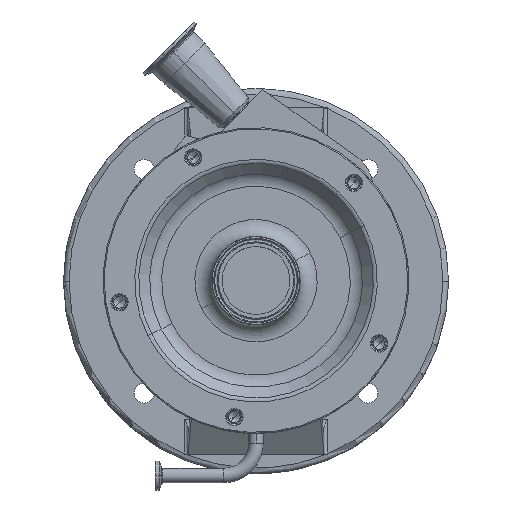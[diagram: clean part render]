
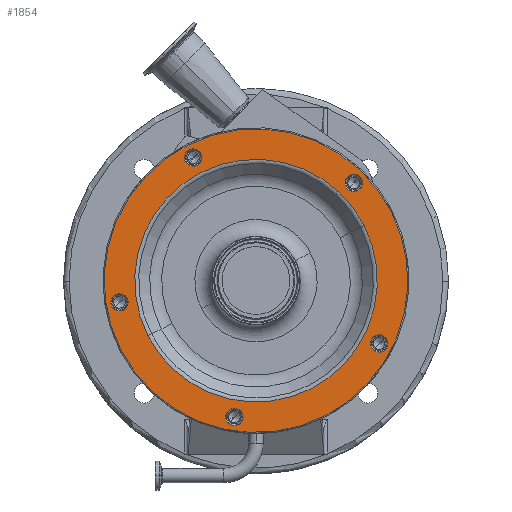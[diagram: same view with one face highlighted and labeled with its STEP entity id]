
A CAD part, top view. The second image highlights one B-rep face of the part: STEP entity #1854.
In plain terms, the highlighted planar face has unit normal (0, 0, 1).
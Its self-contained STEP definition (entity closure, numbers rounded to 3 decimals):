
#11 = FACE_BOUND ( 'NONE', #1842, .T. ) ;
#174 = EDGE_CURVE ( 'NONE', #6606, #11914, #9346, .T. ) ;
#186 = CARTESIAN_POINT ( 'NONE',  ( 0., 0., 81. ) ) ;
#230 = ORIENTED_EDGE ( 'NONE', *, *, #1187, .T. ) ;
#271 = CIRCLE ( 'NONE', #2659, 7.644 ) ;
#419 = VERTEX_POINT ( 'NONE', #5340 ) ;
#598 = AXIS2_PLACEMENT_3D ( 'NONE', #9929, #9868, #4635 ) ;
#818 = DIRECTION ( 'NONE',  ( -0.891, -0.454, 0. ) ) ;
#972 = DIRECTION ( 'NONE',  ( -0.891, -0.454, 0. ) ) ;
#1120 = DIRECTION ( 'NONE',  ( 0., 0., -1. ) ) ;
#1178 = FACE_BOUND ( 'NONE', #5002, .T. ) ;
#1187 = EDGE_CURVE ( 'NONE', #8619, #5077, #12639, .T. ) ;
#1197 = VERTEX_POINT ( 'NONE', #1360 ) ;
#1360 = CARTESIAN_POINT ( 'NONE',  ( 119.395, 60.835, 81. ) ) ;
#1415 = AXIS2_PLACEMENT_3D ( 'NONE', #1761, #11310, #3061 ) ;
#1566 = VERTEX_POINT ( 'NONE', #8406 ) ;
#1632 = CIRCLE ( 'NONE', #1415, 7.644 ) ;
#1761 = CARTESIAN_POINT ( 'NONE',  ( -55.387, 108.703, 81. ) ) ;
#1790 = ORIENTED_EDGE ( 'NONE', *, *, #13570, .T. ) ;
#1842 = EDGE_LOOP ( 'NONE', ( #1790, #6306 ) ) ;
#1854 = ADVANCED_FACE ( 'NONE', ( #8542, #5187, #7371, #11, #1178, #6461, #10459 ), #2148, .F. ) ;
#1856 = DIRECTION ( 'NONE',  ( 0., 0., -1. ) ) ;
#1927 = CARTESIAN_POINT ( 'NONE',  ( 108.703, -55.387, 81. ) ) ;
#2052 = ORIENTED_EDGE ( 'NONE', *, *, #174, .T. ) ;
#2148 = PLANE ( 'NONE',  #10042 ) ;
#2150 = CARTESIAN_POINT ( 'NONE',  ( -55.387, 108.703, 81. ) ) ;
#2249 = DIRECTION ( 'NONE',  ( 0., 0., -1. ) ) ;
#2281 = CARTESIAN_POINT ( 'NONE',  ( -113.687, -15.615, 81. ) ) ;
#2401 = DIRECTION ( 'NONE',  ( -0.891, -0.454, 0. ) ) ;
#2428 = CIRCLE ( 'NONE', #8642, 7.644 ) ;
#2572 = ORIENTED_EDGE ( 'NONE', *, *, #7515, .T. ) ;
#2622 = DIRECTION ( 'NONE',  ( -0.891, -0.454, 0. ) ) ;
#2648 = DIRECTION ( 'NONE',  ( 0., 0., -1. ) ) ;
#2659 = AXIS2_PLACEMENT_3D ( 'NONE', #11335, #1856, #818 ) ;
#2762 = CIRCLE ( 'NONE', #9423, 7.644 ) ;
#2794 = ORIENTED_EDGE ( 'NONE', *, *, #12354, .F. ) ;
#2952 = ORIENTED_EDGE ( 'NONE', *, *, #4071, .F. ) ;
#2985 = CARTESIAN_POINT ( 'NONE',  ( -127.309, -22.555, 81. ) ) ;
#3044 = CARTESIAN_POINT ( 'NONE',  ( 86.267, 86.267, 81. ) ) ;
#3061 = DIRECTION ( 'NONE',  ( -0.891, -0.454, 0. ) ) ;
#3115 = AXIS2_PLACEMENT_3D ( 'NONE', #7530, #1120, #5350 ) ;
#3243 = DIRECTION ( 'NONE',  ( 0., 0., -1. ) ) ;
#3268 = EDGE_CURVE ( 'NONE', #6587, #12940, #11628, .T. ) ;
#3273 = DIRECTION ( 'NONE',  ( -0.891, -0.454, 0. ) ) ;
#3285 = EDGE_CURVE ( 'NONE', #1566, #11580, #2762, .T. ) ;
#3331 = ORIENTED_EDGE ( 'NONE', *, *, #5306, .T. ) ;
#3385 = CARTESIAN_POINT ( 'NONE',  ( 115.513, -51.917, 81. ) ) ;
#3780 = VERTEX_POINT ( 'NONE', #4235 ) ;
#3794 = CARTESIAN_POINT ( 'NONE',  ( -120.498, -19.085, 81. ) ) ;
#3856 = DIRECTION ( 'NONE',  ( -0.891, -0.454, 0. ) ) ;
#4071 = EDGE_CURVE ( 'NONE', #1197, #4953, #11016, .T. ) ;
#4234 = CARTESIAN_POINT ( 'NONE',  ( -25.896, -123.968, 81. ) ) ;
#4235 = CARTESIAN_POINT ( 'NONE',  ( 101.892, -58.857, 81. ) ) ;
#4363 = CARTESIAN_POINT ( 'NONE',  ( -95.401, -48.609, 81. ) ) ;
#4429 = CARTESIAN_POINT ( 'NONE',  ( -48.576, 112.173, 81. ) ) ;
#4635 = DIRECTION ( 'NONE',  ( -0.891, -0.454, 0. ) ) ;
#4712 = AXIS2_PLACEMENT_3D ( 'NONE', #186, #2249, #3273 ) ;
#4953 = VERTEX_POINT ( 'NONE', #8521 ) ;
#5002 = EDGE_LOOP ( 'NONE', ( #6445, #230 ) ) ;
#5077 = VERTEX_POINT ( 'NONE', #4429 ) ;
#5187 = FACE_BOUND ( 'NONE', #8184, .T. ) ;
#5306 = EDGE_CURVE ( 'NONE', #9178, #3780, #6408, .T. ) ;
#5339 = EDGE_LOOP ( 'NONE', ( #9316, #5759 ) ) ;
#5340 = CARTESIAN_POINT ( 'NONE',  ( 79.456, 82.797, 81. ) ) ;
#5350 = DIRECTION ( 'NONE',  ( -0.891, -0.454, 0. ) ) ;
#5497 = AXIS2_PLACEMENT_3D ( 'NONE', #8037, #2648, #13231 ) ;
#5671 = CIRCLE ( 'NONE', #8554, 7.644 ) ;
#5759 = ORIENTED_EDGE ( 'NONE', *, *, #13561, .T. ) ;
#6028 = CARTESIAN_POINT ( 'NONE',  ( 93.078, 89.737, 81. ) ) ;
#6031 = AXIS2_PLACEMENT_3D ( 'NONE', #2150, #7448, #2401 ) ;
#6261 = EDGE_LOOP ( 'NONE', ( #7432, #2572 ) ) ;
#6306 = ORIENTED_EDGE ( 'NONE', *, *, #3268, .T. ) ;
#6335 = AXIS2_PLACEMENT_3D ( 'NONE', #13408, #11425, #7299 ) ;
#6408 = CIRCLE ( 'NONE', #10150, 7.644 ) ;
#6445 = ORIENTED_EDGE ( 'NONE', *, *, #12202, .T. ) ;
#6461 = FACE_OUTER_BOUND ( 'NONE', #6701, .T. ) ;
#6587 = VERTEX_POINT ( 'NONE', #2985 ) ;
#6606 = VERTEX_POINT ( 'NONE', #4363 ) ;
#6701 = EDGE_LOOP ( 'NONE', ( #2794, #2952 ) ) ;
#6744 = EDGE_CURVE ( 'NONE', #11914, #6606, #9103, .T. ) ;
#7238 = DIRECTION ( 'NONE',  ( -0.891, -0.454, 0. ) ) ;
#7299 = DIRECTION ( 'NONE',  ( -0.891, -0.454, 0. ) ) ;
#7306 = CIRCLE ( 'NONE', #5497, 7.644 ) ;
#7371 = FACE_BOUND ( 'NONE', #5339, .T. ) ;
#7432 = ORIENTED_EDGE ( 'NONE', *, *, #7968, .T. ) ;
#7448 = DIRECTION ( 'NONE',  ( 0., 0., -1. ) ) ;
#7515 = EDGE_CURVE ( 'NONE', #419, #9326, #7306, .T. ) ;
#7530 = CARTESIAN_POINT ( 'NONE',  ( 0., 0., 81. ) ) ;
#7943 = DIRECTION ( 'NONE',  ( -0.891, -0.454, 0. ) ) ;
#7968 = EDGE_CURVE ( 'NONE', #9326, #419, #2428, .T. ) ;
#8037 = CARTESIAN_POINT ( 'NONE',  ( 86.267, 86.267, 81. ) ) ;
#8184 = EDGE_LOOP ( 'NONE', ( #3331, #12121 ) ) ;
#8339 = CARTESIAN_POINT ( 'NONE',  ( -19.085, -120.498, 81. ) ) ;
#8406 = CARTESIAN_POINT ( 'NONE',  ( -12.274, -117.028, 81. ) ) ;
#8521 = CARTESIAN_POINT ( 'NONE',  ( -119.395, -60.835, 81. ) ) ;
#8542 = FACE_BOUND ( 'NONE', #6261, .T. ) ;
#8554 = AXIS2_PLACEMENT_3D ( 'NONE', #8339, #12587, #7238 ) ;
#8619 = VERTEX_POINT ( 'NONE', #13403 ) ;
#8642 = AXIS2_PLACEMENT_3D ( 'NONE', #3044, #9697, #11766 ) ;
#8830 = CARTESIAN_POINT ( 'NONE',  ( -19.085, -120.498, 81. ) ) ;
#8832 = DIRECTION ( 'NONE',  ( 0., 0., -1. ) ) ;
#9103 = CIRCLE ( 'NONE', #3115, 107.071 ) ;
#9178 = VERTEX_POINT ( 'NONE', #3385 ) ;
#9316 = ORIENTED_EDGE ( 'NONE', *, *, #3285, .T. ) ;
#9326 = VERTEX_POINT ( 'NONE', #6028 ) ;
#9346 = CIRCLE ( 'NONE', #12642, 107.071 ) ;
#9423 = AXIS2_PLACEMENT_3D ( 'NONE', #8830, #11990, #2622 ) ;
#9453 = EDGE_LOOP ( 'NONE', ( #2052, #12107 ) ) ;
#9697 = DIRECTION ( 'NONE',  ( 0., 0., -1. ) ) ;
#9868 = DIRECTION ( 'NONE',  ( 0., 0., -1. ) ) ;
#9870 = CIRCLE ( 'NONE', #6335, 7.644 ) ;
#9929 = CARTESIAN_POINT ( 'NONE',  ( 0., 0., 81. ) ) ;
#9996 = DIRECTION ( 'NONE',  ( -0.891, -0.454, 0. ) ) ;
#10027 = CARTESIAN_POINT ( 'NONE',  ( 95.401, 48.609, 81. ) ) ;
#10042 = AXIS2_PLACEMENT_3D ( 'NONE', #12727, #3243, #972 ) ;
#10059 = EDGE_CURVE ( 'NONE', #3780, #9178, #271, .T. ) ;
#10150 = AXIS2_PLACEMENT_3D ( 'NONE', #1927, #10312, #3856 ) ;
#10312 = DIRECTION ( 'NONE',  ( 0., 0., -1. ) ) ;
#10459 = FACE_BOUND ( 'NONE', #9453, .T. ) ;
#10882 = CARTESIAN_POINT ( 'NONE',  ( 0., 0., 81. ) ) ;
#11016 = CIRCLE ( 'NONE', #598, 134. ) ;
#11310 = DIRECTION ( 'NONE',  ( 0., 0., -1. ) ) ;
#11335 = CARTESIAN_POINT ( 'NONE',  ( 108.703, -55.387, 81. ) ) ;
#11425 = DIRECTION ( 'NONE',  ( 0., 0., -1. ) ) ;
#11580 = VERTEX_POINT ( 'NONE', #4234 ) ;
#11628 = CIRCLE ( 'NONE', #13581, 7.644 ) ;
#11766 = DIRECTION ( 'NONE',  ( -0.891, -0.454, 0. ) ) ;
#11914 = VERTEX_POINT ( 'NONE', #10027 ) ;
#11990 = DIRECTION ( 'NONE',  ( 0., 0., -1. ) ) ;
#12025 = CIRCLE ( 'NONE', #4712, 134. ) ;
#12107 = ORIENTED_EDGE ( 'NONE', *, *, #6744, .T. ) ;
#12121 = ORIENTED_EDGE ( 'NONE', *, *, #10059, .T. ) ;
#12202 = EDGE_CURVE ( 'NONE', #5077, #8619, #1632, .T. ) ;
#12256 = DIRECTION ( 'NONE',  ( 0., 0., -1. ) ) ;
#12354 = EDGE_CURVE ( 'NONE', #4953, #1197, #12025, .T. ) ;
#12587 = DIRECTION ( 'NONE',  ( 0., 0., -1. ) ) ;
#12639 = CIRCLE ( 'NONE', #6031, 7.644 ) ;
#12642 = AXIS2_PLACEMENT_3D ( 'NONE', #10882, #8832, #9996 ) ;
#12727 = CARTESIAN_POINT ( 'NONE',  ( -60.835, 119.395, 81. ) ) ;
#12940 = VERTEX_POINT ( 'NONE', #2281 ) ;
#13231 = DIRECTION ( 'NONE',  ( -0.891, -0.454, 0. ) ) ;
#13403 = CARTESIAN_POINT ( 'NONE',  ( -62.197, 105.233, 81. ) ) ;
#13408 = CARTESIAN_POINT ( 'NONE',  ( -120.498, -19.085, 81. ) ) ;
#13561 = EDGE_CURVE ( 'NONE', #11580, #1566, #5671, .T. ) ;
#13570 = EDGE_CURVE ( 'NONE', #12940, #6587, #9870, .T. ) ;
#13581 = AXIS2_PLACEMENT_3D ( 'NONE', #3794, #12256, #7943 ) ;
